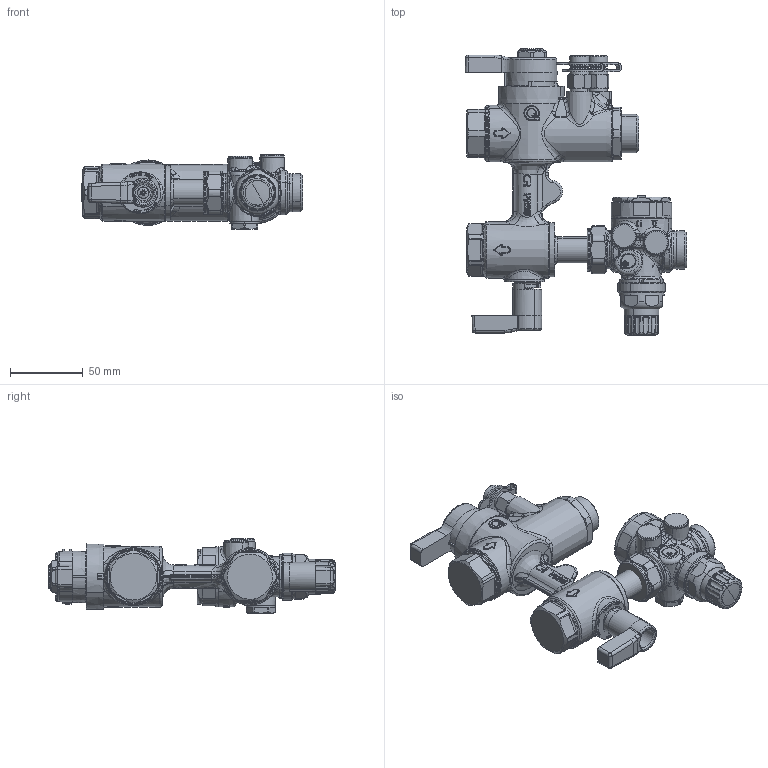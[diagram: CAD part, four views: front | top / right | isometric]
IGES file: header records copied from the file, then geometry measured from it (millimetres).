
Start section:  PTC IGES file: 149400 H40 (IGS).igs
Global section: file name: 149400 H40 (IGS).igs; native system: Creo Parametric by PTC Inc.; preprocessor: 2016050; author: sparenzan; organization: Unknown; date: 20170608.105439; units: inch
Bounding box: 152.05 x 197.03 x 51 mm (x, y, z)
Surface area: 80046.8 mm2 (no closed solid volume)
Topology: 0 solids, 0 shells, 3111 faces, 13579 edges, 13465 vertices
Faces by surface type: bspline 2062, revolution 956, extrusion 93
